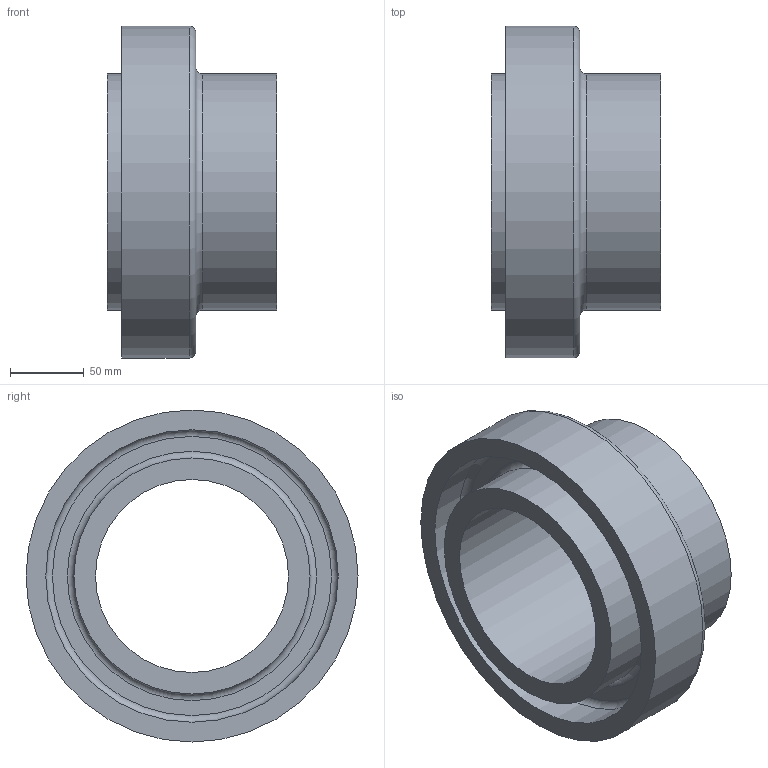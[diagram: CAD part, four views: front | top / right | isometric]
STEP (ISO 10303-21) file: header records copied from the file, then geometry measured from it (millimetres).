
FILE_DESCRIPTION(/* description */ ('STEP AP203'),/* implementation_level */ '2;1');
FILE_NAME(/* name */ 'AGRU_70197221671_Poly-Flo Dog Bone_with transition to single tube_PE 100-RC black_225_160 SDR17_11 (architecture400)',/* time_stamp */ '2022-10-25T12:47:14+02:00',/* author */ ('License CC BY-ND 4.0'),/* organization */ ('CADENAS'),/* preprocessor_version */ 'ST-DEVELOPER v18.102',/* originating_system */ 'PARTsolutions',/* authorisation */ ' ');
FILE_SCHEMA (('CONFIG_CONTROL_DESIGN'));
Length unit declared in the file: millimetre
Products named in the file (1): AGRU_70197221671_Poly-Flo Dog Bone_with transition to single tube_PE 
100-RC black_225/160  SDR17/11 (architecture400)
Bounding box: 115 x 225 x 225 mm (x, y, z)
Volume: 1458503.6 mm3; surface area: 194291.9 mm2
Topology: 1 solids, 1 shells, 14 faces, 23 edges, 14 vertices
Faces by surface type: plane 5, cylinder 5, torus 4
Full cylindrical faces by diameter (mm): 130.8 x1, 160 x2, 198.2 x1, 225 x1
Entity records: 318 total; most frequent: DIRECTION 58, CARTESIAN_POINT 43, AXIS2_PLACEMENT_3D 29, ORIENTED_EDGE 28, EDGE_LOOP 28, FACE_BOUND 28, EDGE_CURVE 14, VERTEX_POINT 14
